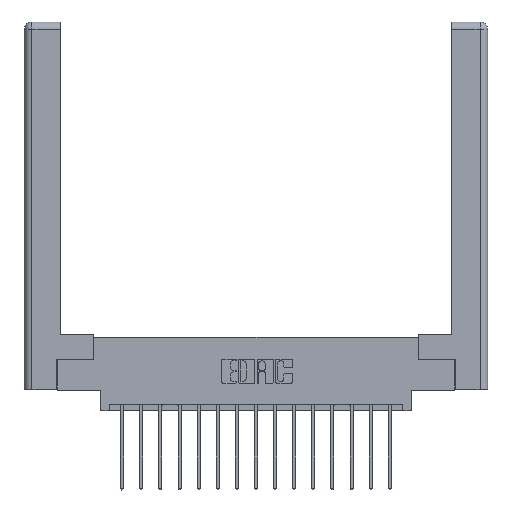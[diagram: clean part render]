
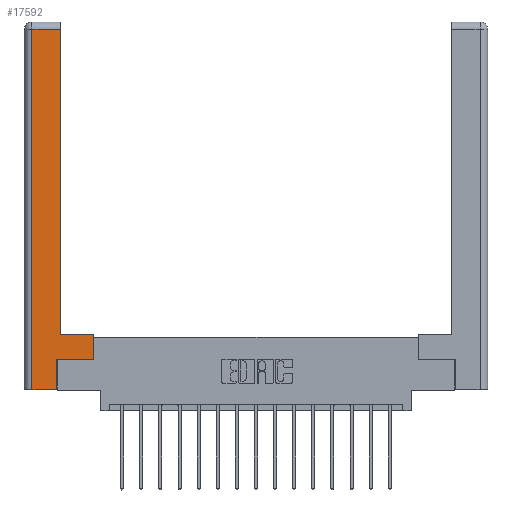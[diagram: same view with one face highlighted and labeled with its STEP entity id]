
A CAD part, top view. The second image highlights one B-rep face of the part: STEP entity #17592.
In plain terms, the highlighted planar face has unit normal (0, 0, 1).
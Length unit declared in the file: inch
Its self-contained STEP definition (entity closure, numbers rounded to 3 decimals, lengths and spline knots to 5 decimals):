
#117 = ORIENTED_EDGE ( 'NONE', *, *, #12983, .T. ) ;
#151 = EDGE_CURVE ( 'NONE', #3347, #17820, #3468, .T. ) ;
#466 = DIRECTION ( 'NONE',  ( 0., 1., 0. ) ) ;
#666 = VECTOR ( 'NONE', #4821, 39.37008 ) ;
#756 = CARTESIAN_POINT ( 'NONE',  ( 0.265, 0.245, 0. ) ) ;
#1101 = ORIENTED_EDGE ( 'NONE', *, *, #11354, .T. ) ;
#1408 = CARTESIAN_POINT ( 'NONE',  ( 0.0615, 0., 0. ) ) ;
#1595 = VERTEX_POINT ( 'NONE', #16105 ) ;
#1754 = EDGE_CURVE ( 'NONE', #1595, #12504, #12668, .T. ) ;
#2260 = VERTEX_POINT ( 'NONE', #11773 ) ;
#2338 = LINE ( 'NONE', #11671, #12917 ) ;
#2350 = CARTESIAN_POINT ( 'NONE',  ( 0.265, 0., 0. ) ) ;
#2512 = ORIENTED_EDGE ( 'NONE', *, *, #16062, .T. ) ;
#2720 = DIRECTION ( 'NONE',  ( -1., 0., 0. ) ) ;
#2781 = EDGE_CURVE ( 'NONE', #2260, #13639, #13049, .T. ) ;
#2962 = AXIS2_PLACEMENT_3D ( 'NONE', #15283, #8614, #7163 ) ;
#3046 = VECTOR ( 'NONE', #13847, 39.37008 ) ;
#3347 = VERTEX_POINT ( 'NONE', #14458 ) ;
#3468 = LINE ( 'NONE', #6244, #666 ) ;
#4821 = DIRECTION ( 'NONE',  ( -1., 0., 0. ) ) ;
#5503 = ORIENTED_EDGE ( 'NONE', *, *, #2781, .T. ) ;
#6244 = CARTESIAN_POINT ( 'NONE',  ( 0.295, 0.45, 0. ) ) ;
#6734 = CARTESIAN_POINT ( 'NONE',  ( 0.265, 0.245, 0. ) ) ;
#7146 = LINE ( 'NONE', #1408, #3046 ) ;
#7151 = ORIENTED_EDGE ( 'NONE', *, *, #151, .T. ) ;
#7163 = DIRECTION ( 'NONE',  ( -1., 0., 0. ) ) ;
#7451 = VECTOR ( 'NONE', #9627, 39.37008 ) ;
#7592 = CARTESIAN_POINT ( 'NONE',  ( 0.265, 0., 0. ) ) ;
#7966 = EDGE_LOOP ( 'NONE', ( #117, #15803, #16979, #5503, #14476, #1101, #2512, #7151 ) ) ;
#8614 = DIRECTION ( 'NONE',  ( 0., 0., -1. ) ) ;
#8731 = CARTESIAN_POINT ( 'NONE',  ( 0.565, 0.45, 0. ) ) ;
#9392 = CARTESIAN_POINT ( 'NONE',  ( 0.565, 0.245, 0. ) ) ;
#9404 = DIRECTION ( 'NONE',  ( 1., 0., 0. ) ) ;
#9627 = DIRECTION ( 'NONE',  ( 0., 1., 0. ) ) ;
#9725 = EDGE_CURVE ( 'NONE', #12504, #2260, #7146, .T. ) ;
#9769 = CARTESIAN_POINT ( 'NONE',  ( 0.295, 0.45, 0. ) ) ;
#10006 = LINE ( 'NONE', #8731, #15448 ) ;
#10816 = CARTESIAN_POINT ( 'NONE',  ( 0.0615, 2.94, 0. ) ) ;
#10966 = VECTOR ( 'NONE', #11268, 39.37008 ) ;
#11268 = DIRECTION ( 'NONE',  ( 0., 1., 0. ) ) ;
#11331 = VERTEX_POINT ( 'NONE', #756 ) ;
#11354 = EDGE_CURVE ( 'NONE', #11331, #15814, #2338, .T. ) ;
#11671 = CARTESIAN_POINT ( 'NONE',  ( 0.565, 0.245, 0. ) ) ;
#11773 = CARTESIAN_POINT ( 'NONE',  ( 0.0615, 0., 0. ) ) ;
#12036 = VECTOR ( 'NONE', #2720, 39.37008 ) ;
#12504 = VERTEX_POINT ( 'NONE', #16933 ) ;
#12532 = PLANE ( 'NONE',  #2962 ) ;
#12668 = LINE ( 'NONE', #10816, #12036 ) ;
#12917 = VECTOR ( 'NONE', #17321, 39.37008 ) ;
#12983 = EDGE_CURVE ( 'NONE', #17820, #1595, #13290, .T. ) ;
#13049 = LINE ( 'NONE', #2350, #15242 ) ;
#13290 = LINE ( 'NONE', #13750, #7451 ) ;
#13639 = VERTEX_POINT ( 'NONE', #7592 ) ;
#13750 = CARTESIAN_POINT ( 'NONE',  ( 0.295, 3., 0. ) ) ;
#13847 = DIRECTION ( 'NONE',  ( 0., -1., 0. ) ) ;
#14220 = LINE ( 'NONE', #6734, #10966 ) ;
#14458 = CARTESIAN_POINT ( 'NONE',  ( 0.565, 0.45, 0. ) ) ;
#14476 = ORIENTED_EDGE ( 'NONE', *, *, #17518, .T. ) ;
#15201 = FACE_OUTER_BOUND ( 'NONE', #7966, .T. ) ;
#15242 = VECTOR ( 'NONE', #9404, 39.37008 ) ;
#15283 = CARTESIAN_POINT ( 'NONE',  ( 0., 0., 0. ) ) ;
#15448 = VECTOR ( 'NONE', #466, 39.37008 ) ;
#15803 = ORIENTED_EDGE ( 'NONE', *, *, #1754, .T. ) ;
#15814 = VERTEX_POINT ( 'NONE', #9392 ) ;
#16062 = EDGE_CURVE ( 'NONE', #15814, #3347, #10006, .T. ) ;
#16105 = CARTESIAN_POINT ( 'NONE',  ( 0.295, 2.94, 0. ) ) ;
#16933 = CARTESIAN_POINT ( 'NONE',  ( 0.0615, 2.94, 0. ) ) ;
#16979 = ORIENTED_EDGE ( 'NONE', *, *, #9725, .T. ) ;
#17321 = DIRECTION ( 'NONE',  ( 1., 0., 0. ) ) ;
#17518 = EDGE_CURVE ( 'NONE', #13639, #11331, #14220, .T. ) ;
#17592 = ADVANCED_FACE ( 'NONE', ( #15201 ), #12532, .F. ) ;
#17820 = VERTEX_POINT ( 'NONE', #9769 ) ;
